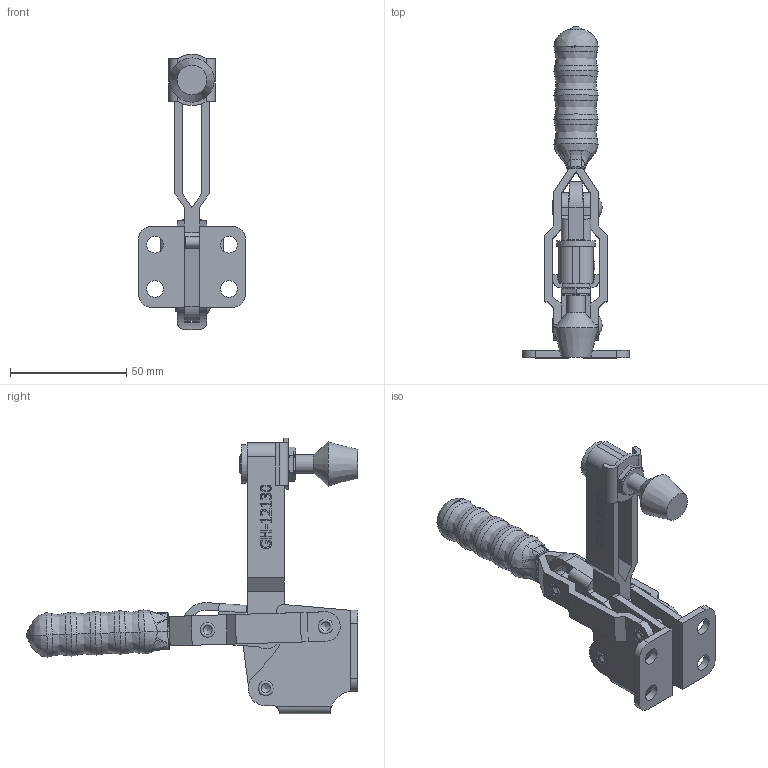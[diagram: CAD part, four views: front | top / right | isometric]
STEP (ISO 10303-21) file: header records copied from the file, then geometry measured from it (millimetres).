
FILE_DESCRIPTION(/* description */ (''),/* implementation_level */ '2;1');
FILE_NAME(/* name */ 'GH-12130-RI.stp',/* time_stamp */ '2023-02-08T10:23:20-05:00',/* author */ ('rwoods'),/* organization */ ('BIB design'),/* preprocessor_version */ 'ST-DEVELOPER v19.2',/* originating_system */ 'Autodesk Inventor 2023',/* authorisation */ ' ');
FILE_SCHEMA (('AUTOMOTIVE_DESIGN { 1 0 10303 214 3 1 1 }'));
Length unit declared in the file: inch
Products named in the file (15): GH-12130-RI; GH-12130; Part_1711; Part_2048; Part_2049; Part_6045; Part_7003; Part_15646; Part_14771; Part_127296; 5-16-RI-2.37; .312 x 5-16; Part_117046; Part_130380; Flat-tip Bonded Cap 5-16 dia x 2.37LG
Assembly tree (14 placements, depth 3):
  GH-12130-RI
    GH-12130
      Part_1711
      Part_2048
      Part_2049
      Part_6045
      Part_7003
      Part_15646
      Part_14771
      Part_127296
    5-16-RI-2.37
      .312 x 5-16
      Part_117046
      Part_130380
      Flat-tip Bonded Cap 5-16 dia x 2.37LG
Bounding box: 46 x 142.98 x 118.55 mm (x, y, z)
Volume: 61899.6 mm3; surface area: 37710.9 mm2
Topology: 12 solids, 12 shells, 579 faces, 1558 edges, 1001 vertices
Faces by surface type: plane 261, bspline 189, cylinder 87, cone 20, torus 18, sphere 4
Full cylindrical faces by diameter (mm): 4 x3, 4.8 x6, 4.9 x6, 5 x2, 6.4 x2, 6.401 x1, 6.5 x2, 7.2 x4, 7.938 x1, 16.662 x1
Entity records: 26419 total; most frequent: CARTESIAN_POINT 12067, ORIENTED_EDGE 3052, DIRECTION 2335, EDGE_CURVE 1526, VERTEX_POINT 999, LINE 837, VECTOR 837, AXIS2_PLACEMENT_3D 749
